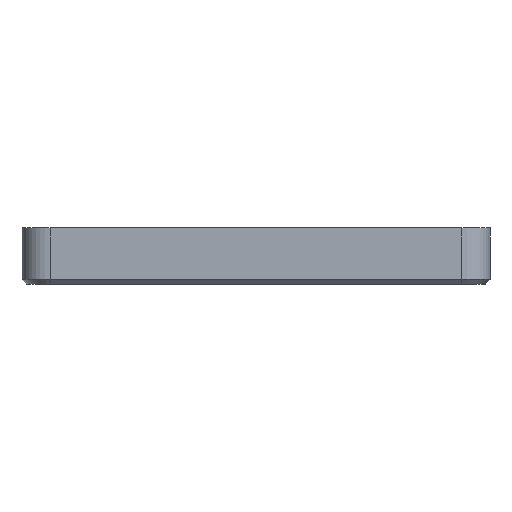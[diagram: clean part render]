
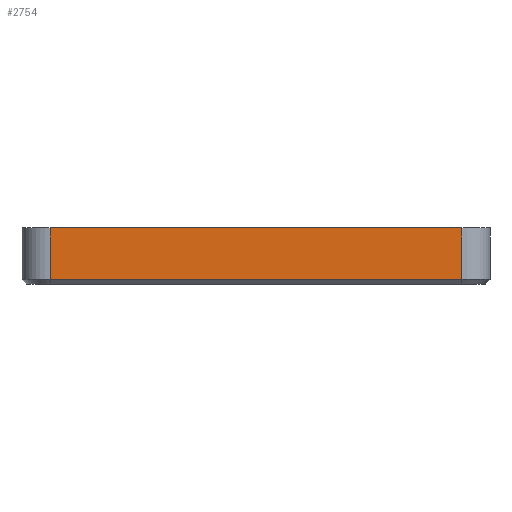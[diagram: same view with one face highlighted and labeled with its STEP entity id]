
A CAD part, left-side view. The second image highlights one B-rep face of the part: STEP entity #2754.
In plain terms, the highlighted planar face has unit normal (-1, 0, 0).
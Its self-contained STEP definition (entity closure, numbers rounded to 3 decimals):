
#205 = PLANE('',#206);
#206 = AXIS2_PLACEMENT_3D('',#207,#208,#209);
#207 = CARTESIAN_POINT('',(0.,0.,4.));
#208 = DIRECTION('',(-0.,-0.,-1.));
#209 = DIRECTION('',(-1.,0.,0.));
#576 = VERTEX_POINT('',#577);
#577 = CARTESIAN_POINT('',(-26.,-22.,4.));
#592 = CYLINDRICAL_SURFACE('',#593,3.);
#593 = AXIS2_PLACEMENT_3D('',#594,#595,#596);
#594 = CARTESIAN_POINT('',(-23.,-22.,2.));
#595 = DIRECTION('',(0.,0.,-1.));
#596 = DIRECTION('',(1.,0.,0.));
#604 = EDGE_CURVE('',#576,#605,#607,.T.);
#605 = VERTEX_POINT('',#606);
#606 = CARTESIAN_POINT('',(-26.,22.,4.));
#607 = SURFACE_CURVE('',#608,(#612,#618),.PCURVE_S1.);
#608 = LINE('',#609,#610);
#609 = CARTESIAN_POINT('',(-26.,-11.,4.));
#610 = VECTOR('',#611,1.);
#611 = DIRECTION('',(0.,1.,0.));
#612 = PCURVE('',#205,#613);
#613 = DEFINITIONAL_REPRESENTATION('',(#614),#617);
#614 = B_SPLINE_CURVE_WITH_KNOTS('',1,(#615,#616),.UNSPECIFIED.,.F.,.F.,
  (2,2),(-119999989.,119999989.),.PIECEWISE_BEZIER_KNOTS.);
#615 = CARTESIAN_POINT('',(26.,-120000000.));
#616 = CARTESIAN_POINT('',(26.,119999978.));
#617 = ( GEOMETRIC_REPRESENTATION_CONTEXT(2) 
PARAMETRIC_REPRESENTATION_CONTEXT() REPRESENTATION_CONTEXT('2D SPACE',''
  ) );
#618 = PCURVE('',#619,#624);
#619 = PLANE('',#620);
#620 = AXIS2_PLACEMENT_3D('',#621,#622,#623);
#621 = CARTESIAN_POINT('',(-26.,0.,1.));
#622 = DIRECTION('',(-1.,-0.,-0.));
#623 = DIRECTION('',(0.,0.,-1.));
#624 = DEFINITIONAL_REPRESENTATION('',(#625),#629);
#625 = LINE('',#626,#627);
#626 = CARTESIAN_POINT('',(-3.,11.));
#627 = VECTOR('',#628,1.);
#628 = DIRECTION('',(0.,-1.));
#629 = ( GEOMETRIC_REPRESENTATION_CONTEXT(2) 
PARAMETRIC_REPRESENTATION_CONTEXT() REPRESENTATION_CONTEXT('2D SPACE',''
  ) );
#648 = CYLINDRICAL_SURFACE('',#649,3.);
#649 = AXIS2_PLACEMENT_3D('',#650,#651,#652);
#650 = CARTESIAN_POINT('',(-23.,22.,2.));
#651 = DIRECTION('',(0.,0.,-1.));
#652 = DIRECTION('',(1.,0.,0.));
#2705 = VERTEX_POINT('',#2706);
#2706 = CARTESIAN_POINT('',(-26.,22.,-1.5));
#2733 = EDGE_CURVE('',#2705,#605,#2734,.T.);
#2734 = SURFACE_CURVE('',#2735,(#2739,#2746),.PCURVE_S1.);
#2735 = LINE('',#2736,#2737);
#2736 = CARTESIAN_POINT('',(-26.,22.,2.));
#2737 = VECTOR('',#2738,1.);
#2738 = DIRECTION('',(0.,0.,1.));
#2739 = PCURVE('',#648,#2740);
#2740 = DEFINITIONAL_REPRESENTATION('',(#2741),#2745);
#2741 = LINE('',#2742,#2743);
#2742 = CARTESIAN_POINT('',(3.142,0.));
#2743 = VECTOR('',#2744,1.);
#2744 = DIRECTION('',(0.,-1.));
#2745 = ( GEOMETRIC_REPRESENTATION_CONTEXT(2) 
PARAMETRIC_REPRESENTATION_CONTEXT() REPRESENTATION_CONTEXT('2D SPACE',''
  ) );
#2746 = PCURVE('',#619,#2747);
#2747 = DEFINITIONAL_REPRESENTATION('',(#2748),#2752);
#2748 = LINE('',#2749,#2750);
#2749 = CARTESIAN_POINT('',(-1.,-22.));
#2750 = VECTOR('',#2751,1.);
#2751 = DIRECTION('',(-1.,0.));
#2752 = ( GEOMETRIC_REPRESENTATION_CONTEXT(2) 
PARAMETRIC_REPRESENTATION_CONTEXT() REPRESENTATION_CONTEXT('2D SPACE',''
  ) );
#2754 = ADVANCED_FACE('',(#2755),#619,.T.);
#2755 = FACE_BOUND('',#2756,.T.);
#2756 = EDGE_LOOP('',(#2757,#2758,#2786,#2807));
#2757 = ORIENTED_EDGE('',*,*,#2733,.F.);
#2758 = ORIENTED_EDGE('',*,*,#2759,.T.);
#2759 = EDGE_CURVE('',#2705,#2760,#2762,.T.);
#2760 = VERTEX_POINT('',#2761);
#2761 = CARTESIAN_POINT('',(-26.,-22.,-1.5));
#2762 = SURFACE_CURVE('',#2763,(#2767,#2774),.PCURVE_S1.);
#2763 = LINE('',#2764,#2765);
#2764 = CARTESIAN_POINT('',(-26.,22.,-1.5));
#2765 = VECTOR('',#2766,1.);
#2766 = DIRECTION('',(0.,-1.,0.));
#2767 = PCURVE('',#619,#2768);
#2768 = DEFINITIONAL_REPRESENTATION('',(#2769),#2773);
#2769 = LINE('',#2770,#2771);
#2770 = CARTESIAN_POINT('',(2.5,-22.));
#2771 = VECTOR('',#2772,1.);
#2772 = DIRECTION('',(0.,1.));
#2773 = ( GEOMETRIC_REPRESENTATION_CONTEXT(2) 
PARAMETRIC_REPRESENTATION_CONTEXT() REPRESENTATION_CONTEXT('2D SPACE',''
  ) );
#2774 = PCURVE('',#2775,#2780);
#2775 = PLANE('',#2776);
#2776 = AXIS2_PLACEMENT_3D('',#2777,#2778,#2779);
#2777 = CARTESIAN_POINT('',(-25.75,22.,-1.75));
#2778 = DIRECTION('',(-0.707,0.,-0.707));
#2779 = DIRECTION('',(0.,-1.,0.));
#2780 = DEFINITIONAL_REPRESENTATION('',(#2781),#2785);
#2781 = LINE('',#2782,#2783);
#2782 = CARTESIAN_POINT('',(0.,0.354));
#2783 = VECTOR('',#2784,1.);
#2784 = DIRECTION('',(1.,0.));
#2785 = ( GEOMETRIC_REPRESENTATION_CONTEXT(2) 
PARAMETRIC_REPRESENTATION_CONTEXT() REPRESENTATION_CONTEXT('2D SPACE',''
  ) );
#2786 = ORIENTED_EDGE('',*,*,#2787,.T.);
#2787 = EDGE_CURVE('',#2760,#576,#2788,.T.);
#2788 = SURFACE_CURVE('',#2789,(#2793,#2800),.PCURVE_S1.);
#2789 = LINE('',#2790,#2791);
#2790 = CARTESIAN_POINT('',(-26.,-22.,0.));
#2791 = VECTOR('',#2792,1.);
#2792 = DIRECTION('',(0.,0.,1.));
#2793 = PCURVE('',#619,#2794);
#2794 = DEFINITIONAL_REPRESENTATION('',(#2795),#2799);
#2795 = LINE('',#2796,#2797);
#2796 = CARTESIAN_POINT('',(1.,22.));
#2797 = VECTOR('',#2798,1.);
#2798 = DIRECTION('',(-1.,0.));
#2799 = ( GEOMETRIC_REPRESENTATION_CONTEXT(2) 
PARAMETRIC_REPRESENTATION_CONTEXT() REPRESENTATION_CONTEXT('2D SPACE',''
  ) );
#2800 = PCURVE('',#592,#2801);
#2801 = DEFINITIONAL_REPRESENTATION('',(#2802),#2806);
#2802 = LINE('',#2803,#2804);
#2803 = CARTESIAN_POINT('',(3.142,2.));
#2804 = VECTOR('',#2805,1.);
#2805 = DIRECTION('',(0.,-1.));
#2806 = ( GEOMETRIC_REPRESENTATION_CONTEXT(2) 
PARAMETRIC_REPRESENTATION_CONTEXT() REPRESENTATION_CONTEXT('2D SPACE',''
  ) );
#2807 = ORIENTED_EDGE('',*,*,#604,.T.);
